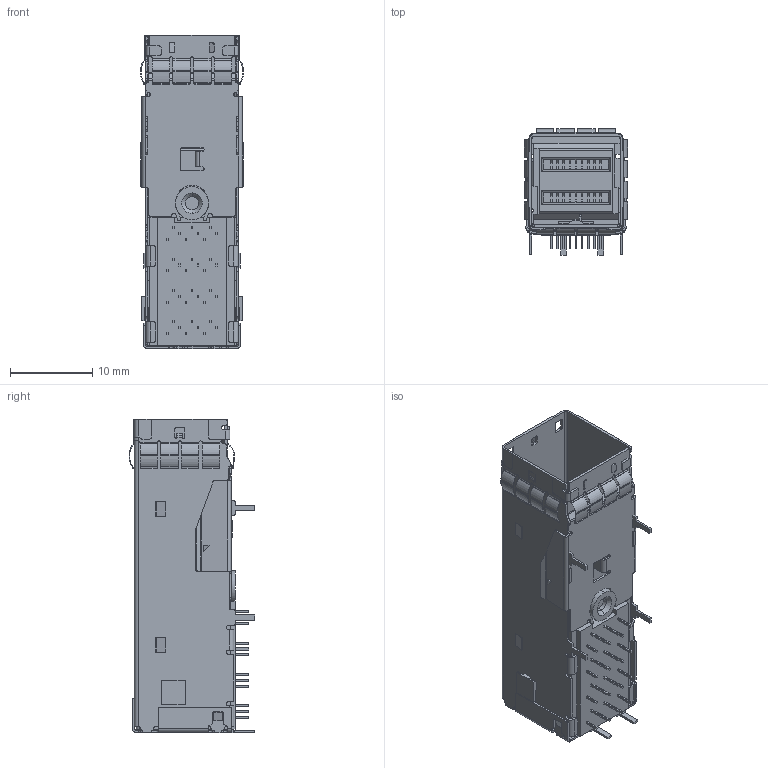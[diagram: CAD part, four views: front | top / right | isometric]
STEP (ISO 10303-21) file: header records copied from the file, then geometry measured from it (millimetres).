
FILE_DESCRIPTION((''),'2;1');
FILE_NAME('C-2149027-1','2016-04-28T',('workeradm'),('Tyco Electronics Ltd.'),'CREO PARAMETRIC BY PTC INC, 2015200','CREO PARAMETRIC BY PTC INC, 2015200','');
FILE_SCHEMA(('AUTOMOTIVE_DESIGN { 1 0 10303 214 1 1 1 1 }'));
Length unit declared in the file: millimetre
Products named in the file (1): C-2149027-1
Bounding box: 12.51 x 15.27 x 38 mm (x, y, z)
Volume: 2856.5 mm3; surface area: 5167.7 mm2
Topology: 1 solids, 3 shells, 1475 faces, 4147 edges, 2746 vertices
Faces by surface type: plane 918, cylinder 555, cone 2
Entity records: 48724 total; most frequent: CARTESIAN_POINT 9738, ORIENTED_EDGE 8294, DIRECTION 7992, EDGE_CURVE 4147, VECTOR 2940, LINE 2940, VERTEX_POINT 2746, AXIS2_PLACEMENT_3D 2526
